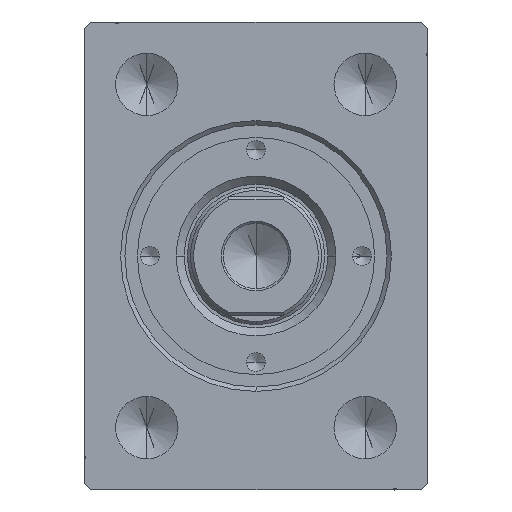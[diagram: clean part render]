
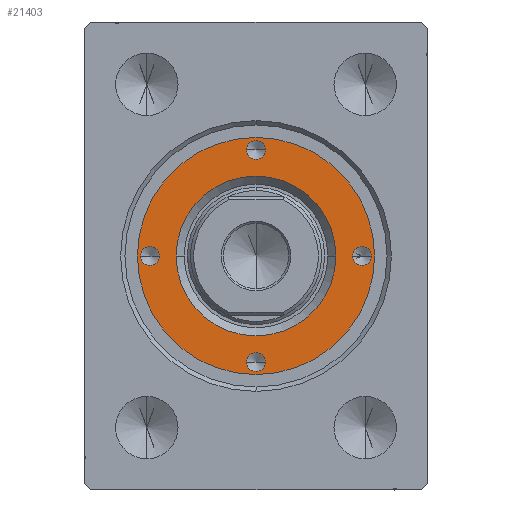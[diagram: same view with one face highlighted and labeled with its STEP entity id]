
A CAD part, left-side view. The second image highlights one B-rep face of the part: STEP entity #21403.
In plain terms, the highlighted face is planar.
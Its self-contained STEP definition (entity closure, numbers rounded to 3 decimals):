
#427 = CARTESIAN_POINT ( 'NONE',  ( 0., 0., 66.8 ) ) ;
#493 = AXIS2_PLACEMENT_3D ( 'NONE', #39879, #36096, #5130 ) ;
#2441 = CIRCLE ( 'NONE', #11700, 19. ) ;
#2510 = CARTESIAN_POINT ( 'NONE',  ( 19., 0., 66.8 ) ) ;
#2622 = FACE_BOUND ( 'NONE', #29805, .T. ) ;
#2659 = CARTESIAN_POINT ( 'NONE',  ( 0., 0., 66.8 ) ) ;
#3021 = EDGE_CURVE ( 'NONE', #21670, #26382, #33623, .T. ) ;
#3350 = DIRECTION ( 'NONE',  ( 1., 0., 0. ) ) ;
#3779 = ORIENTED_EDGE ( 'NONE', *, *, #28172, .F. ) ;
#3961 = VERTEX_POINT ( 'NONE', #19666 ) ;
#4282 = EDGE_CURVE ( 'NONE', #20919, #6931, #17327, .T. ) ;
#4627 = DIRECTION ( 'NONE',  ( 0., 0., 1. ) ) ;
#5130 = DIRECTION ( 'NONE',  ( 1., 0., 0. ) ) ;
#5192 = DIRECTION ( 'NONE',  ( 1., 0., 0. ) ) ;
#5488 = VERTEX_POINT ( 'NONE', #40899 ) ;
#5783 = CARTESIAN_POINT ( 'NONE',  ( 17., 0., 66.8 ) ) ;
#5868 = CARTESIAN_POINT ( 'NONE',  ( 0., -17., 66.8 ) ) ;
#5940 = DIRECTION ( 'NONE',  ( 1., 0., 0. ) ) ;
#6313 = DIRECTION ( 'NONE',  ( 0., 0., 1. ) ) ;
#6931 = VERTEX_POINT ( 'NONE', #26404 ) ;
#7112 = DIRECTION ( 'NONE',  ( 0., 0., 1. ) ) ;
#8148 = CIRCLE ( 'NONE', #26656, 1.5 ) ;
#9050 = ORIENTED_EDGE ( 'NONE', *, *, #35658, .F. ) ;
#9174 = CARTESIAN_POINT ( 'NONE',  ( 18.5, 0., 66.8 ) ) ;
#9515 = CARTESIAN_POINT ( 'NONE',  ( -17., 0., 66.8 ) ) ;
#11700 = AXIS2_PLACEMENT_3D ( 'NONE', #427, #7112, #17370 ) ;
#12223 = CARTESIAN_POINT ( 'NONE',  ( 0., 0., 66.8 ) ) ;
#13305 = ORIENTED_EDGE ( 'NONE', *, *, #21915, .T. ) ;
#13313 = ORIENTED_EDGE ( 'NONE', *, *, #25261, .F. ) ;
#13326 = CARTESIAN_POINT ( 'NONE',  ( 1.5, -17., 66.8 ) ) ;
#14036 = CIRCLE ( 'NONE', #493, 1.5 ) ;
#14378 = DIRECTION ( 'NONE',  ( 0., 0., 1. ) ) ;
#14480 = EDGE_CURVE ( 'NONE', #5488, #22088, #30732, .T. ) ;
#14626 = ORIENTED_EDGE ( 'NONE', *, *, #31689, .F. ) ;
#15110 = AXIS2_PLACEMENT_3D ( 'NONE', #25252, #14378, #5192 ) ;
#15285 = CARTESIAN_POINT ( 'NONE',  ( 0., 17., 66.8 ) ) ;
#15570 = FACE_OUTER_BOUND ( 'NONE', #15719, .T. ) ;
#15719 = EDGE_LOOP ( 'NONE', ( #27738, #35438 ) ) ;
#16254 = AXIS2_PLACEMENT_3D ( 'NONE', #9515, #36227, #5940 ) ;
#16963 = CARTESIAN_POINT ( 'NONE',  ( 17., 0., 66.8 ) ) ;
#17154 = DIRECTION ( 'NONE',  ( 1., 0., 0. ) ) ;
#17327 = CIRCLE ( 'NONE', #38624, 19. ) ;
#17370 = DIRECTION ( 'NONE',  ( 1., 0., 0. ) ) ;
#17585 = CARTESIAN_POINT ( 'NONE',  ( 0., 0., 66.8 ) ) ;
#18129 = EDGE_CURVE ( 'NONE', #3961, #40608, #39330, .T. ) ;
#18179 = AXIS2_PLACEMENT_3D ( 'NONE', #5783, #20496, #24050 ) ;
#18388 = ORIENTED_EDGE ( 'NONE', *, *, #14480, .F. ) ;
#19246 = EDGE_CURVE ( 'NONE', #32963, #28396, #20197, .T. ) ;
#19488 = DIRECTION ( 'NONE',  ( 1., 0., 0. ) ) ;
#19666 = CARTESIAN_POINT ( 'NONE',  ( 12.8, 0., 66.8 ) ) ;
#20163 = AXIS2_PLACEMENT_3D ( 'NONE', #17585, #31148, #17154 ) ;
#20197 = CIRCLE ( 'NONE', #39361, 1.5 ) ;
#20496 = DIRECTION ( 'NONE',  ( 0., 0., 1. ) ) ;
#20516 = EDGE_CURVE ( 'NONE', #6931, #20919, #2441, .T. ) ;
#20919 = VERTEX_POINT ( 'NONE', #2510 ) ;
#21359 = CARTESIAN_POINT ( 'NONE',  ( 0., -17., 66.8 ) ) ;
#21403 = ADVANCED_FACE ( 'NONE', ( #36247, #2622, #22456, #29997, #29785, #15570 ), #36903, .T. ) ;
#21546 = AXIS2_PLACEMENT_3D ( 'NONE', #16963, #23858, #3350 ) ;
#21627 = DIRECTION ( 'NONE',  ( 1., 0., 0. ) ) ;
#21670 = VERTEX_POINT ( 'NONE', #21961 ) ;
#21915 = EDGE_CURVE ( 'NONE', #40608, #3961, #33652, .T. ) ;
#21961 = CARTESIAN_POINT ( 'NONE',  ( 15.5, 0., 66.8 ) ) ;
#22088 = VERTEX_POINT ( 'NONE', #30724 ) ;
#22456 = FACE_BOUND ( 'NONE', #41773, .T. ) ;
#22682 = DIRECTION ( 'NONE',  ( 0., 0., 1. ) ) ;
#23050 = DIRECTION ( 'NONE',  ( 1., 0., 0. ) ) ;
#23093 = CARTESIAN_POINT ( 'NONE',  ( -18.5, 0., 66.8 ) ) ;
#23358 = CIRCLE ( 'NONE', #16254, 1.5 ) ;
#23492 = EDGE_LOOP ( 'NONE', ( #9050, #14626 ) ) ;
#23805 = CARTESIAN_POINT ( 'NONE',  ( -1.5, -17., 66.8 ) ) ;
#23858 = DIRECTION ( 'NONE',  ( 0., 0., 1. ) ) ;
#24050 = DIRECTION ( 'NONE',  ( 1., 0., 0. ) ) ;
#25011 = CARTESIAN_POINT ( 'NONE',  ( -12.8, 0., 66.8 ) ) ;
#25126 = AXIS2_PLACEMENT_3D ( 'NONE', #32072, #28730, #21627 ) ;
#25252 = CARTESIAN_POINT ( 'NONE',  ( 0., 17., 66.8 ) ) ;
#25261 = EDGE_CURVE ( 'NONE', #22088, #5488, #8148, .T. ) ;
#25574 = DIRECTION ( 'NONE',  ( 1., 0., 0. ) ) ;
#26022 = DIRECTION ( 'NONE',  ( 1., 0., 0. ) ) ;
#26382 = VERTEX_POINT ( 'NONE', #9174 ) ;
#26404 = CARTESIAN_POINT ( 'NONE',  ( -19., 0., 66.8 ) ) ;
#26486 = DIRECTION ( 'NONE',  ( 0., 0., 1. ) ) ;
#26656 = AXIS2_PLACEMENT_3D ( 'NONE', #15285, #32396, #23050 ) ;
#26876 = CARTESIAN_POINT ( 'NONE',  ( -15.5, 0., 66.8 ) ) ;
#26918 = EDGE_CURVE ( 'NONE', #28396, #32963, #31633, .T. ) ;
#27738 = ORIENTED_EDGE ( 'NONE', *, *, #20516, .T. ) ;
#28172 = EDGE_CURVE ( 'NONE', #26382, #21670, #41638, .T. ) ;
#28396 = VERTEX_POINT ( 'NONE', #13326 ) ;
#28730 = DIRECTION ( 'NONE',  ( 0., 0., -1. ) ) ;
#29785 = FACE_BOUND ( 'NONE', #36596, .T. ) ;
#29805 = EDGE_LOOP ( 'NONE', ( #13313, #18388 ) ) ;
#29997 = FACE_BOUND ( 'NONE', #32061, .T. ) ;
#30724 = CARTESIAN_POINT ( 'NONE',  ( 1.5, 17., 66.8 ) ) ;
#30732 = CIRCLE ( 'NONE', #15110, 1.5 ) ;
#31148 = DIRECTION ( 'NONE',  ( 0., 0., -1. ) ) ;
#31633 = CIRCLE ( 'NONE', #42332, 1.5 ) ;
#31689 = EDGE_CURVE ( 'NONE', #34989, #37170, #14036, .T. ) ;
#32061 = EDGE_LOOP ( 'NONE', ( #41056, #41089 ) ) ;
#32072 = CARTESIAN_POINT ( 'NONE',  ( 0., 0., 66.8 ) ) ;
#32396 = DIRECTION ( 'NONE',  ( 0., 0., 1. ) ) ;
#32963 = VERTEX_POINT ( 'NONE', #23805 ) ;
#33623 = CIRCLE ( 'NONE', #21546, 1.5 ) ;
#33652 = CIRCLE ( 'NONE', #25126, 12.8 ) ;
#34989 = VERTEX_POINT ( 'NONE', #23093 ) ;
#35438 = ORIENTED_EDGE ( 'NONE', *, *, #4282, .T. ) ;
#35658 = EDGE_CURVE ( 'NONE', #37170, #34989, #23358, .T. ) ;
#35755 = ORIENTED_EDGE ( 'NONE', *, *, #18129, .T. ) ;
#36096 = DIRECTION ( 'NONE',  ( 0., 0., 1. ) ) ;
#36227 = DIRECTION ( 'NONE',  ( 0., 0., 1. ) ) ;
#36247 = FACE_BOUND ( 'NONE', #23492, .T. ) ;
#36596 = EDGE_LOOP ( 'NONE', ( #35755, #13305 ) ) ;
#36903 = PLANE ( 'NONE',  #38625 ) ;
#37170 = VERTEX_POINT ( 'NONE', #26876 ) ;
#38624 = AXIS2_PLACEMENT_3D ( 'NONE', #2659, #26486, #39848 ) ;
#38625 = AXIS2_PLACEMENT_3D ( 'NONE', #12223, #22682, #26022 ) ;
#39330 = CIRCLE ( 'NONE', #20163, 12.8 ) ;
#39361 = AXIS2_PLACEMENT_3D ( 'NONE', #21359, #4627, #25574 ) ;
#39848 = DIRECTION ( 'NONE',  ( 1., 0., 0. ) ) ;
#39879 = CARTESIAN_POINT ( 'NONE',  ( -17., 0., 66.8 ) ) ;
#40608 = VERTEX_POINT ( 'NONE', #25011 ) ;
#40899 = CARTESIAN_POINT ( 'NONE',  ( -1.5, 17., 66.8 ) ) ;
#41056 = ORIENTED_EDGE ( 'NONE', *, *, #26918, .F. ) ;
#41089 = ORIENTED_EDGE ( 'NONE', *, *, #19246, .F. ) ;
#41638 = CIRCLE ( 'NONE', #18179, 1.5 ) ;
#41773 = EDGE_LOOP ( 'NONE', ( #3779, #43625 ) ) ;
#42332 = AXIS2_PLACEMENT_3D ( 'NONE', #5868, #6313, #19488 ) ;
#43625 = ORIENTED_EDGE ( 'NONE', *, *, #3021, .F. ) ;
